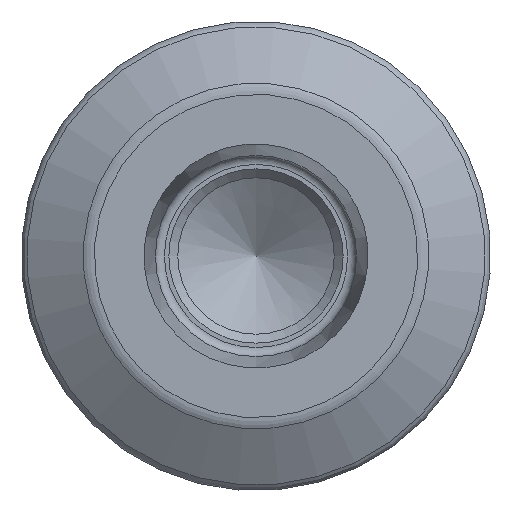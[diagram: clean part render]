
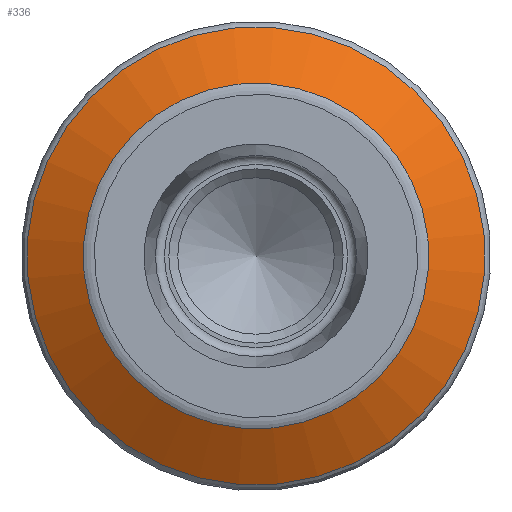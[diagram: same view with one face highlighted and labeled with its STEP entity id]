
A CAD part, left-side view. The second image highlights one B-rep face of the part: STEP entity #336.
In plain terms, the highlighted conical face has half-angle 60 degrees and reference radius 20.5 mm.
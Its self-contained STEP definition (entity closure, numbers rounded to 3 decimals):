
#90=FACE_BOUND('',#559,.T.);
#91=FACE_BOUND('',#560,.T.);
#164=CONICAL_SURFACE('',#1764,20.5,60.);
#336=ADVANCED_FACE('',(#90,#91),#164,.T.);
#559=EDGE_LOOP('',(#1074));
#560=EDGE_LOOP('',(#1075));
#642=CIRCLE('',#1757,20.5);
#645=CIRCLE('',#1763,15.464);
#1074=ORIENTED_EDGE('',*,*,#1459,.F.);
#1075=ORIENTED_EDGE('',*,*,#1462,.T.);
#1238=VERTEX_POINT('',#3324);
#1241=VERTEX_POINT('',#3333);
#1459=EDGE_CURVE('',#1238,#1238,#642,.T.);
#1462=EDGE_CURVE('',#1241,#1241,#645,.T.);
#1757=AXIS2_PLACEMENT_3D('',#3323,#2142,#2143);
#1763=AXIS2_PLACEMENT_3D('',#3332,#2154,#2155);
#1764=AXIS2_PLACEMENT_3D('',#3334,#2156,#2157);
#2142=DIRECTION('',(1.,0.,0.));
#2143=DIRECTION('',(0.,0.911,0.412));
#2154=DIRECTION('',(1.,0.,0.));
#2155=DIRECTION('',(0.,0.911,0.412));
#2156=DIRECTION('',(1.,0.,0.));
#2157=DIRECTION('',(0.,0.911,0.412));
#3323=CARTESIAN_POINT('',(-8.825,0.,0.));
#3324=CARTESIAN_POINT('',(-8.825,18.675,8.456));
#3332=CARTESIAN_POINT('',(-11.732,0.,0.));
#3333=CARTESIAN_POINT('',(-11.732,14.087,6.379));
#3334=CARTESIAN_POINT('',(-8.825,0.,0.));
